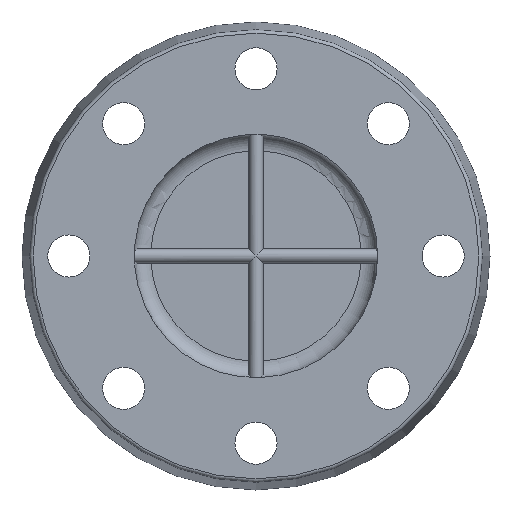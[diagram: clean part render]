
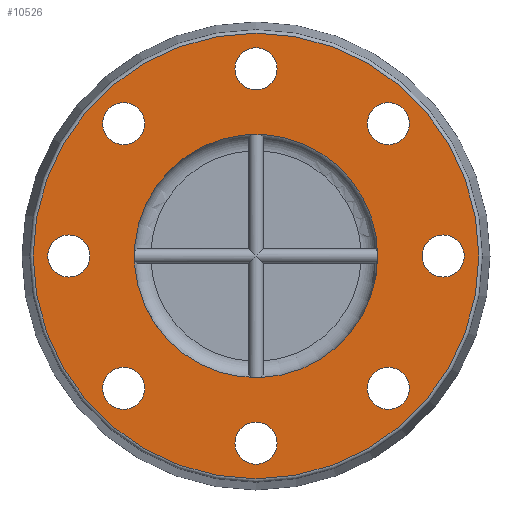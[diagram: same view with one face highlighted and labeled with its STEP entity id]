
A CAD part, left-side view. The second image highlights one B-rep face of the part: STEP entity #10526.
In plain terms, the highlighted planar face has unit normal (-1, 0, 0).
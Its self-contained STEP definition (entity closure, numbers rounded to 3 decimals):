
#71=FACE_BOUND('',#2071,.T.);
#72=FACE_BOUND('',#2072,.T.);
#73=FACE_BOUND('',#2073,.T.);
#74=FACE_BOUND('',#2074,.T.);
#75=FACE_BOUND('',#2075,.T.);
#76=FACE_BOUND('',#2076,.T.);
#77=FACE_BOUND('',#2077,.T.);
#78=FACE_BOUND('',#2078,.T.);
#79=FACE_BOUND('',#2079,.T.);
#167=PLANE('',#12343);
#1280=FACE_OUTER_BOUND('',#2070,.T.);
#2070=EDGE_LOOP('',(#9410));
#2071=EDGE_LOOP('',(#9411));
#2072=EDGE_LOOP('',(#9412));
#2073=EDGE_LOOP('',(#9413));
#2074=EDGE_LOOP('',(#9414));
#2075=EDGE_LOOP('',(#9415));
#2076=EDGE_LOOP('',(#9416));
#2077=EDGE_LOOP('',(#9417));
#2078=EDGE_LOOP('',(#9418));
#2079=EDGE_LOOP('',(#9419));
#3276=CIRCLE('',#12341,95.215);
#3277=CIRCLE('',#12344,52.);
#3278=CIRCLE('',#12345,9.);
#3279=CIRCLE('',#12346,9.);
#3280=CIRCLE('',#12347,9.);
#3281=CIRCLE('',#12348,9.);
#3282=CIRCLE('',#12349,9.);
#3283=CIRCLE('',#12350,9.);
#3284=CIRCLE('',#12351,9.);
#3285=CIRCLE('',#12352,9.);
#4858=VERTEX_POINT('',#20334);
#4859=VERTEX_POINT('',#20338);
#4860=VERTEX_POINT('',#20340);
#4861=VERTEX_POINT('',#20342);
#4862=VERTEX_POINT('',#20344);
#4863=VERTEX_POINT('',#20346);
#4864=VERTEX_POINT('',#20348);
#4865=VERTEX_POINT('',#20350);
#4866=VERTEX_POINT('',#20352);
#4867=VERTEX_POINT('',#20354);
#6389=EDGE_CURVE('',#4858,#4858,#3276,.T.);
#6390=EDGE_CURVE('',#4859,#4859,#3277,.T.);
#6391=EDGE_CURVE('',#4860,#4860,#3278,.T.);
#6392=EDGE_CURVE('',#4861,#4861,#3279,.T.);
#6393=EDGE_CURVE('',#4862,#4862,#3280,.T.);
#6394=EDGE_CURVE('',#4863,#4863,#3281,.T.);
#6395=EDGE_CURVE('',#4864,#4864,#3282,.T.);
#6396=EDGE_CURVE('',#4865,#4865,#3283,.T.);
#6397=EDGE_CURVE('',#4866,#4866,#3284,.T.);
#6398=EDGE_CURVE('',#4867,#4867,#3285,.T.);
#9410=ORIENTED_EDGE('',*,*,#6389,.F.);
#9411=ORIENTED_EDGE('',*,*,#6390,.T.);
#9412=ORIENTED_EDGE('',*,*,#6391,.T.);
#9413=ORIENTED_EDGE('',*,*,#6392,.T.);
#9414=ORIENTED_EDGE('',*,*,#6393,.T.);
#9415=ORIENTED_EDGE('',*,*,#6394,.T.);
#9416=ORIENTED_EDGE('',*,*,#6395,.T.);
#9417=ORIENTED_EDGE('',*,*,#6396,.T.);
#9418=ORIENTED_EDGE('',*,*,#6397,.T.);
#9419=ORIENTED_EDGE('',*,*,#6398,.T.);
#10526=ADVANCED_FACE('',(#1280,#71,#72,#73,#74,#75,#76,#77,#78,#79),#167,
 .T.);
#12341=AXIS2_PLACEMENT_3D('',#20335,#16321,#16322);
#12343=AXIS2_PLACEMENT_3D('',#20337,#16325,#16326);
#12344=AXIS2_PLACEMENT_3D('',#20339,#16327,#16328);
#12345=AXIS2_PLACEMENT_3D('',#20341,#16329,#16330);
#12346=AXIS2_PLACEMENT_3D('',#20343,#16331,#16332);
#12347=AXIS2_PLACEMENT_3D('',#20345,#16333,#16334);
#12348=AXIS2_PLACEMENT_3D('',#20347,#16335,#16336);
#12349=AXIS2_PLACEMENT_3D('',#20349,#16337,#16338);
#12350=AXIS2_PLACEMENT_3D('',#20351,#16339,#16340);
#12351=AXIS2_PLACEMENT_3D('',#20353,#16341,#16342);
#12352=AXIS2_PLACEMENT_3D('',#20355,#16343,#16344);
#16321=DIRECTION('center_axis',(1.,0.,0.));
#16322=DIRECTION('ref_axis',(0.,1.,0.));
#16325=DIRECTION('center_axis',(-1.,0.,0.));
#16326=DIRECTION('ref_axis',(0.,0.,1.));
#16327=DIRECTION('center_axis',(1.,0.,0.));
#16328=DIRECTION('ref_axis',(0.,0.,1.));
#16329=DIRECTION('center_axis',(1.,0.,0.));
#16330=DIRECTION('ref_axis',(0.,0.,1.));
#16331=DIRECTION('center_axis',(1.,0.,0.));
#16332=DIRECTION('ref_axis',(0.,0.707,0.707));
#16333=DIRECTION('center_axis',(1.,0.,0.));
#16334=DIRECTION('ref_axis',(0.,1.,0.));
#16335=DIRECTION('center_axis',(1.,0.,0.));
#16336=DIRECTION('ref_axis',(0.,0.707,-0.707));
#16337=DIRECTION('center_axis',(1.,0.,0.));
#16338=DIRECTION('ref_axis',(0.,0.,-1.));
#16339=DIRECTION('center_axis',(1.,0.,0.));
#16340=DIRECTION('ref_axis',(0.,-0.707,-0.707));
#16341=DIRECTION('center_axis',(1.,0.,0.));
#16342=DIRECTION('ref_axis',(0.,-1.,0.));
#16343=DIRECTION('center_axis',(1.,0.,0.));
#16344=DIRECTION('ref_axis',(0.,-0.707,0.707));
#20334=CARTESIAN_POINT('',(0.,-95.215,0.));
#20335=CARTESIAN_POINT('Origin',(0.,0.,0.));
#20337=CARTESIAN_POINT('Origin',(0.,0.,0.));
#20338=CARTESIAN_POINT('',(0.,-52.,0.));
#20339=CARTESIAN_POINT('Origin',(0.,0.,0.));
#20340=CARTESIAN_POINT('',(0.,80.,9.));
#20341=CARTESIAN_POINT('Origin',(0.,80.,0.));
#20342=CARTESIAN_POINT('',(0.,62.933,-50.205));
#20343=CARTESIAN_POINT('Origin',(0.,56.569,-56.569));
#20344=CARTESIAN_POINT('',(0.,9.,-80.));
#20345=CARTESIAN_POINT('Origin',(0.,0.,-80.));
#20346=CARTESIAN_POINT('',(0.,-50.205,-62.933));
#20347=CARTESIAN_POINT('Origin',(0.,-56.569,-56.569));
#20348=CARTESIAN_POINT('',(0.,-80.,-9.));
#20349=CARTESIAN_POINT('Origin',(0.,-80.,0.));
#20350=CARTESIAN_POINT('',(0.,-62.933,50.205));
#20351=CARTESIAN_POINT('Origin',(0.,-56.569,56.569));
#20352=CARTESIAN_POINT('',(0.,-9.,80.));
#20353=CARTESIAN_POINT('Origin',(0.,0.,80.));
#20354=CARTESIAN_POINT('',(0.,50.205,62.933));
#20355=CARTESIAN_POINT('Origin',(0.,56.569,56.569));
